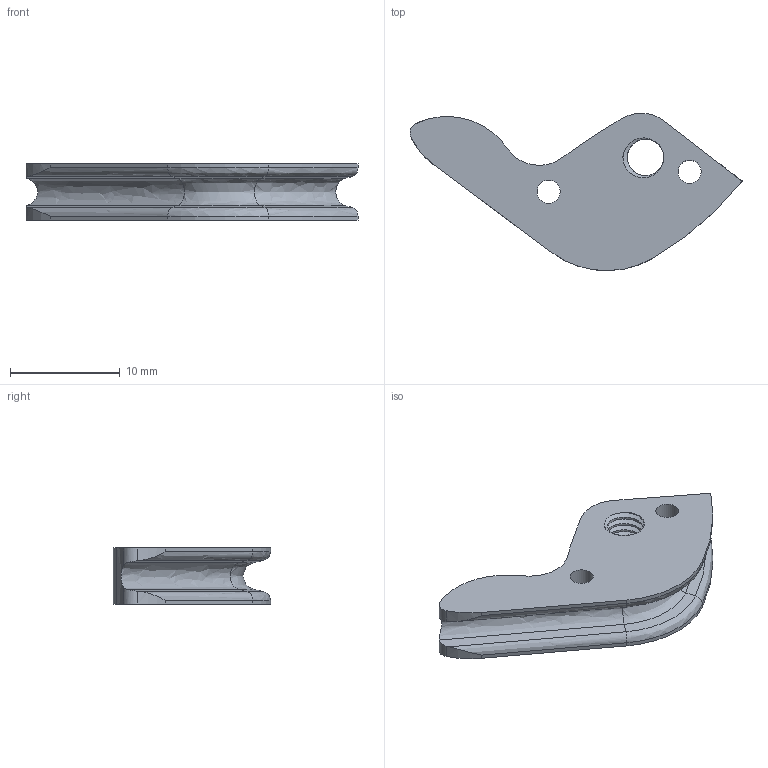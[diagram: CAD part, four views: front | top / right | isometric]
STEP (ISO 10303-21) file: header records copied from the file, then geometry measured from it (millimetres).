
FILE_DESCRIPTION(/* description */ (''),/* implementation_level */ '2;1');
FILE_NAME(/* name */ 'Modules PX2 B3.step',/* time_stamp */ '2024-05-05T19:48:52+02:00',/* author */ (''),/* organization */ (''),/* preprocessor_version */ 'ST-DEVELOPER v20',/* originating_system */ 'Autodesk Translation Framework v12.20.1.177',/* authorisation */ '');
FILE_SCHEMA (('AUTOMOTIVE_DESIGN { 1 0 10303 214 3 1 1 }'));
Length unit declared in the file: millimetre
Products named in the file (1): Modules N3 PX2
Bounding box: 30.19 x 14.31 x 5.1 mm (x, y, z)
Volume: 931.7 mm3; surface area: 1077 mm2
Topology: 1 solids, 1 shells, 53 faces, 141 edges, 90 vertices
Faces by surface type: cylinder 31, bspline 15, plane 7
Full cylindrical faces by diameter (mm): 2.1 x2, 3.332 x4, 4.109 x2
Entity records: 2935 total; most frequent: CARTESIAN_POINT 1668, ORIENTED_EDGE 282, DIRECTION 227, EDGE_CURVE 141, VERTEX_POINT 90, AXIS2_PLACEMENT_3D 89, EDGE_LOOP 59, FACE_OUTER_BOUND 53
